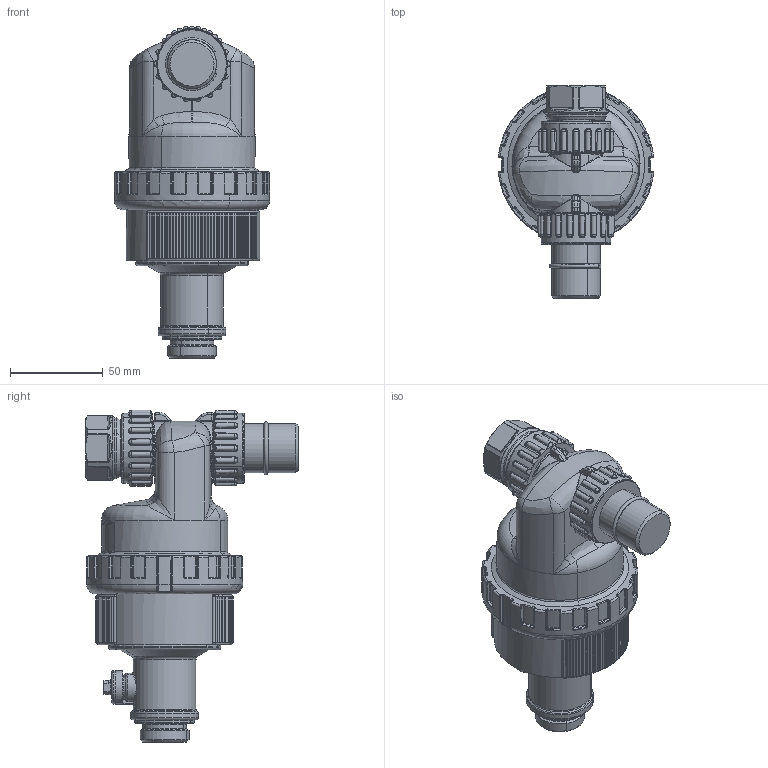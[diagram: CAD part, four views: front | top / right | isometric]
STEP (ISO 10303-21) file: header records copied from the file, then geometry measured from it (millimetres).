
FILE_DESCRIPTION(('CATIA V5 STEP Exchange','CAx-IF Rec.Pracs.--- Model Styling and Organization---1.2---2011-12-15'),'2;1');
FILE_NAME('545105 - TST.stp','2016-05-26T13:39:43+00:00',('none'),('none'),'CATIA Version 5-6 Release 2014 SP5','CATIA V5 STEP AP214','none');
FILE_SCHEMA(('AUTOMOTIVE_DESIGN { 1 0 10303 214 1 1 1 1 }'));
Products named in the file (1): 545105_AllCATPart
Bounding box: 83.59 x 114.5 x 178.75 mm (x, y, z)
Volume: 520771.5 mm3; surface area: 68997.6 mm2
Topology: 2 solids, 3 shells, 2208 faces, 5341 edges, 3058 vertices
Faces by surface type: cylinder 749, plane 497, bspline 418, torus 390, cone 100, sphere 54
Entity records: 92900 total; most frequent: CARTESIAN_POINT 49028, ORIENTED_EDGE 10486, DIRECTION 5920, EDGE_CURVE 5243, AXIS2_PLACEMENT_3D 3333, VERTEX_POINT 3058, EDGE_LOOP 2229, ADVANCED_FACE 2208
